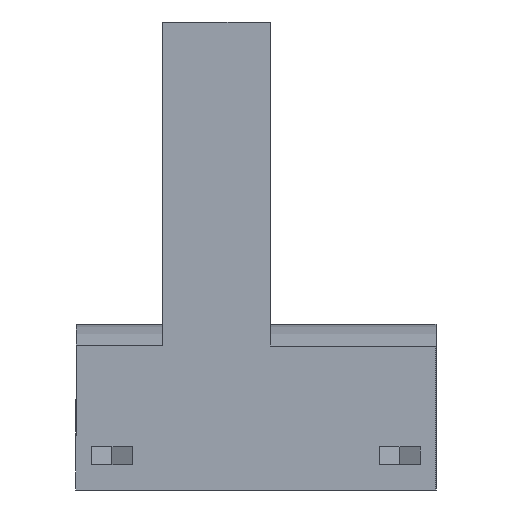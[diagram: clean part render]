
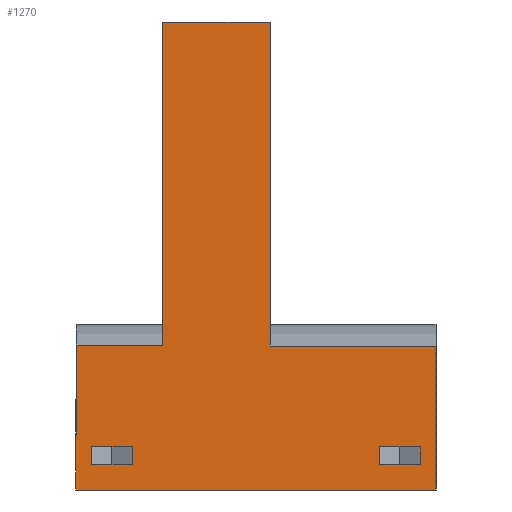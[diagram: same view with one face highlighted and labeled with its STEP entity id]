
A CAD part, left-side view. The second image highlights one B-rep face of the part: STEP entity #1270.
In plain terms, the highlighted planar face has unit normal (-1, 0, 0).
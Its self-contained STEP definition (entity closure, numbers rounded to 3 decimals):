
#53=FACE_BOUND('',#257,.T.);
#54=FACE_BOUND('',#258,.T.);
#106=PLANE('',#1396);
#167=FACE_OUTER_BOUND('',#256,.T.);
#256=EDGE_LOOP('',(#1063,#1064,#1065,#1066,#1067,#1068,#1069,#1070));
#257=EDGE_LOOP('',(#1071,#1072,#1073,#1074));
#258=EDGE_LOOP('',(#1075,#1076,#1077,#1078));
#306=LINE('',#1836,#423);
#312=LINE('',#1848,#429);
#313=LINE('',#1851,#430);
#317=LINE('',#1861,#434);
#320=LINE('',#1868,#437);
#332=LINE('',#1909,#449);
#343=LINE('',#1936,#460);
#365=LINE('',#1987,#482);
#367=LINE('',#1991,#484);
#380=LINE('',#2020,#497);
#382=LINE('',#2026,#499);
#387=LINE('',#2038,#504);
#388=LINE('',#2040,#505);
#391=LINE('',#2048,#508);
#392=LINE('',#2050,#509);
#393=LINE('',#2051,#510);
#423=VECTOR('',#1487,10.);
#429=VECTOR('',#1495,10.);
#430=VECTOR('',#1498,10.);
#434=VECTOR('',#1508,10.);
#437=VECTOR('',#1515,10.);
#449=VECTOR('',#1549,10.);
#460=VECTOR('',#1572,10.);
#482=VECTOR('',#1616,10.);
#484=VECTOR('',#1620,10.);
#497=VECTOR('',#1649,10.);
#499=VECTOR('',#1655,10.);
#504=VECTOR('',#1672,10.);
#505=VECTOR('',#1675,10.);
#508=VECTOR('',#1686,10.);
#509=VECTOR('',#1687,10.);
#510=VECTOR('',#1688,10.);
#588=VERTEX_POINT('',#1832);
#590=VERTEX_POINT('',#1835);
#593=VERTEX_POINT('',#1842);
#595=VERTEX_POINT('',#1846);
#596=VERTEX_POINT('',#1850);
#601=VERTEX_POINT('',#1866);
#616=VERTEX_POINT('',#1902);
#619=VERTEX_POINT('',#1907);
#626=VERTEX_POINT('',#1929);
#629=VERTEX_POINT('',#1934);
#647=VERTEX_POINT('',#1986);
#648=VERTEX_POINT('',#1990);
#656=VERTEX_POINT('',#2018);
#658=VERTEX_POINT('',#2024);
#660=VERTEX_POINT('',#2047);
#661=VERTEX_POINT('',#2049);
#708=EDGE_CURVE('',#588,#590,#306,.T.);
#714=EDGE_CURVE('',#595,#593,#312,.T.);
#715=EDGE_CURVE('',#596,#593,#313,.T.);
#721=EDGE_CURVE('',#590,#595,#317,.T.);
#724=EDGE_CURVE('',#588,#601,#320,.T.);
#743=EDGE_CURVE('',#616,#619,#332,.T.);
#756=EDGE_CURVE('',#626,#629,#343,.T.);
#781=EDGE_CURVE('',#647,#616,#365,.T.);
#783=EDGE_CURVE('',#648,#626,#367,.T.);
#798=EDGE_CURVE('',#629,#656,#380,.T.);
#801=EDGE_CURVE('',#619,#658,#382,.T.);
#807=EDGE_CURVE('',#656,#648,#387,.T.);
#808=EDGE_CURVE('',#658,#647,#388,.T.);
#811=EDGE_CURVE('',#660,#596,#391,.T.);
#812=EDGE_CURVE('',#601,#661,#392,.T.);
#813=EDGE_CURVE('',#661,#660,#393,.T.);
#1063=ORIENTED_EDGE('',*,*,#811,.T.);
#1064=ORIENTED_EDGE('',*,*,#715,.T.);
#1065=ORIENTED_EDGE('',*,*,#714,.F.);
#1066=ORIENTED_EDGE('',*,*,#721,.F.);
#1067=ORIENTED_EDGE('',*,*,#708,.F.);
#1068=ORIENTED_EDGE('',*,*,#724,.T.);
#1069=ORIENTED_EDGE('',*,*,#812,.T.);
#1070=ORIENTED_EDGE('',*,*,#813,.T.);
#1071=ORIENTED_EDGE('',*,*,#808,.T.);
#1072=ORIENTED_EDGE('',*,*,#781,.T.);
#1073=ORIENTED_EDGE('',*,*,#743,.T.);
#1074=ORIENTED_EDGE('',*,*,#801,.T.);
#1075=ORIENTED_EDGE('',*,*,#783,.T.);
#1076=ORIENTED_EDGE('',*,*,#756,.T.);
#1077=ORIENTED_EDGE('',*,*,#798,.T.);
#1078=ORIENTED_EDGE('',*,*,#807,.T.);
#1270=ADVANCED_FACE('',(#167,#53,#54),#106,.T.);
#1396=AXIS2_PLACEMENT_3D('',#2046,#1684,#1685);
#1487=DIRECTION('',(0.,0.,1.));
#1495=DIRECTION('',(0.,0.,-1.));
#1498=DIRECTION('',(0.,1.,0.));
#1508=DIRECTION('',(0.,-1.,0.));
#1515=DIRECTION('',(0.,1.,0.));
#1549=DIRECTION('',(0.,0.,1.));
#1572=DIRECTION('',(0.,0.,1.));
#1616=DIRECTION('',(0.,1.,0.));
#1620=DIRECTION('',(0.,1.,0.));
#1649=DIRECTION('',(0.,-1.,0.));
#1655=DIRECTION('',(0.,-1.,0.));
#1672=DIRECTION('',(0.,0.,-1.));
#1675=DIRECTION('',(0.,0.,-1.));
#1684=DIRECTION('center_axis',(-1.,0.,0.));
#1685=DIRECTION('ref_axis',(0.,1.,0.));
#1686=DIRECTION('',(0.,0.,1.));
#1687=DIRECTION('',(0.,0.,-1.));
#1688=DIRECTION('',(0.,-1.,0.));
#1832=CARTESIAN_POINT('',(-25.,38.,20.));
#1835=CARTESIAN_POINT('',(-25.,38.,65.));
#1836=CARTESIAN_POINT('',(-25.,38.,20.));
#1842=CARTESIAN_POINT('',(-25.,23.,20.));
#1846=CARTESIAN_POINT('',(-25.,23.,65.));
#1848=CARTESIAN_POINT('',(-25.,23.,20.));
#1850=CARTESIAN_POINT('',(-25.,0.,20.));
#1851=CARTESIAN_POINT('',(-25.,0.,20.));
#1861=CARTESIAN_POINT('',(-25.,33.,65.));
#1866=CARTESIAN_POINT('',(-25.,50.,20.));
#1868=CARTESIAN_POINT('',(-25.,0.,20.));
#1902=CARTESIAN_POINT('',(-25.,7.8,3.5));
#1907=CARTESIAN_POINT('',(-25.,7.8,6.));
#1909=CARTESIAN_POINT('',(-25.,7.8,3.));
#1929=CARTESIAN_POINT('',(-25.,47.8,3.5));
#1934=CARTESIAN_POINT('',(-25.,47.8,6.));
#1936=CARTESIAN_POINT('',(-25.,47.8,3.));
#1986=CARTESIAN_POINT('',(-25.,2.2,3.5));
#1987=CARTESIAN_POINT('',(-25.,3.9,3.5));
#1990=CARTESIAN_POINT('',(-25.,42.2,3.5));
#1991=CARTESIAN_POINT('',(-25.,23.9,3.5));
#2018=CARTESIAN_POINT('',(-25.,42.2,6.));
#2020=CARTESIAN_POINT('',(-25.,21.1,6.));
#2024=CARTESIAN_POINT('',(-25.,2.2,6.));
#2026=CARTESIAN_POINT('',(-25.,1.1,6.));
#2038=CARTESIAN_POINT('',(-25.,42.2,1.75));
#2040=CARTESIAN_POINT('',(-25.,2.2,1.75));
#2046=CARTESIAN_POINT('Origin',(-25.,0.,0.));
#2047=CARTESIAN_POINT('',(-25.,0.,0.));
#2048=CARTESIAN_POINT('',(-25.,0.,20.));
#2049=CARTESIAN_POINT('',(-25.,50.,0.));
#2050=CARTESIAN_POINT('',(-25.,50.,20.));
#2051=CARTESIAN_POINT('',(-25.,0.,0.));
